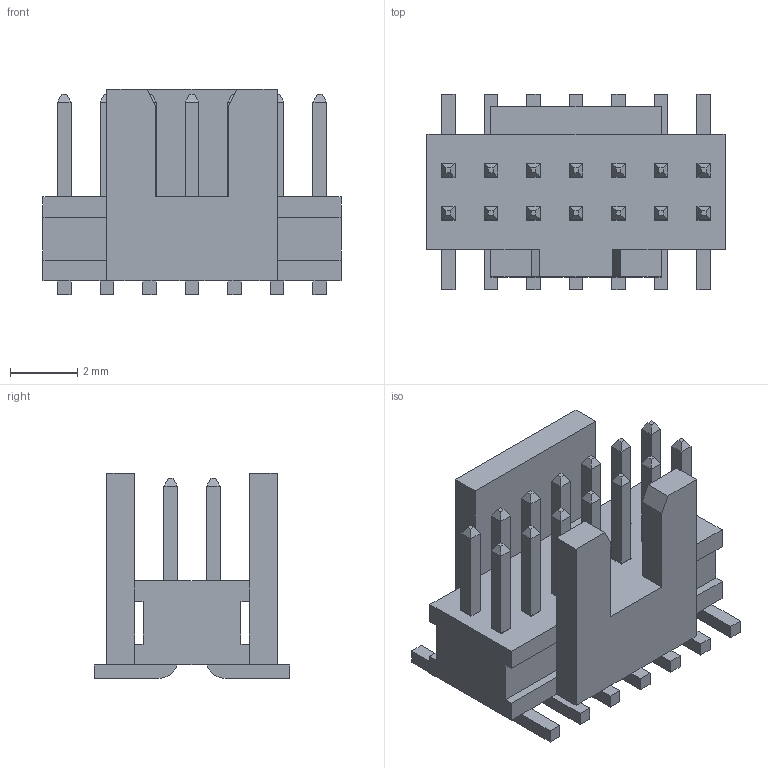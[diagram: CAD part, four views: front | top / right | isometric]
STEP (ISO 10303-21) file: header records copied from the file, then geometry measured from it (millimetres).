
FILE_DESCRIPTION(('FreeCAD Model'),'2;1');
FILE_NAME('_FTSH-107-01-L-DV-K_body_sp.step','2020-07-06T14:18:49',('kicad StepUp') ,('ksu MCAD'),'Open CASCADE STEP processor 7.3','FreeCAD','Unknown');
FILE_SCHEMA(('AUTOMOTIVE_DESIGN { 1 0 10303 214 1 1 1 1 }'));
Length unit declared in the file: millimetre
Products named in the file (1): _FTSH-107-01-L-DV-K_body_sp
Bounding box: 8.89 x 5.84 x 6.12 mm (x, y, z)
Volume: 122.4 mm3; surface area: 389.7 mm2
Topology: 1 solids, 11 shells, 400 faces, 1050 edges, 682 vertices
Faces by surface type: plane 386, cylinder 14
Entity records: 28040 total; most frequent: CARTESIAN_POINT 4655, DIRECTION 3558, LINE 2672, VECTOR 2672, ORIENTED_EDGE 2100, PCURVE 2100, DEFINITIONAL_REPRESENTATION 2100, EDGE_CURVE 1050
